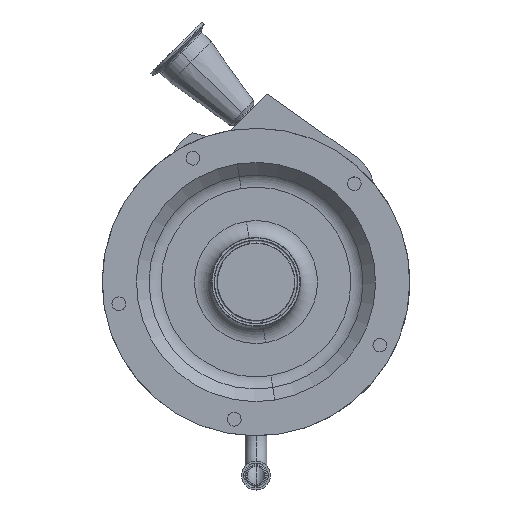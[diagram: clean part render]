
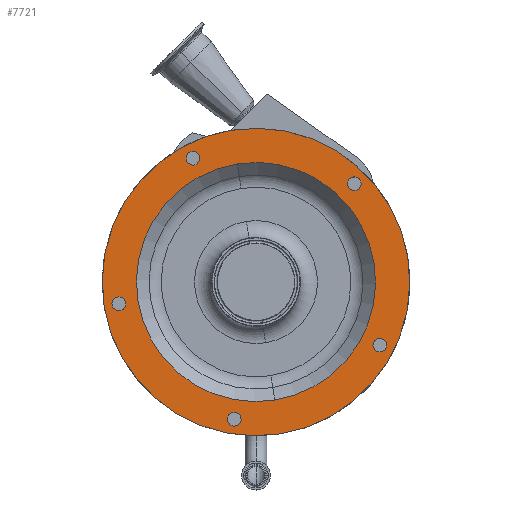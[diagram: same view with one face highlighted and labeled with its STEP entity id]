
A CAD part, top view. The second image highlights one B-rep face of the part: STEP entity #7721.
In plain terms, the highlighted planar face has unit normal (0, 0, 1).
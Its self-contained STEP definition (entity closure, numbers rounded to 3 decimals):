
#53 = VERTEX_POINT ( 'NONE', #4052 ) ;
#114 = VERTEX_POINT ( 'NONE', #812 ) ;
#340 = ORIENTED_EDGE ( 'NONE', *, *, #2171, .F. ) ;
#515 = AXIS2_PLACEMENT_3D ( 'NONE', #5878, #10833, #4663 ) ;
#812 = CARTESIAN_POINT ( 'NONE',  ( 111.427, -50.041, 197.5 ) ) ;
#898 = ORIENTED_EDGE ( 'NONE', *, *, #13376, .F. ) ;
#1097 = AXIS2_PLACEMENT_3D ( 'NONE', #6166, #15926, #5023 ) ;
#1168 = EDGE_CURVE ( 'NONE', #114, #14688, #9805, .T. ) ;
#1209 = ORIENTED_EDGE ( 'NONE', *, *, #5662, .F. ) ;
#1450 = ORIENTED_EDGE ( 'NONE', *, *, #2767, .F. ) ;
#1604 = EDGE_LOOP ( 'NONE', ( #14605, #7882 ) ) ;
#1654 = FACE_BOUND ( 'NONE', #2723, .T. ) ;
#1795 = CARTESIAN_POINT ( 'NONE',  ( -121.437, -13.159, 197.5 ) ) ;
#1802 = CIRCLE ( 'NONE', #2353, 6. ) ;
#1843 = DIRECTION ( 'NONE',  ( 0.707, -0.707, 0. ) ) ;
#1976 = DIRECTION ( 'NONE',  ( -0.156, 0.988, 0. ) ) ;
#2125 = AXIS2_PLACEMENT_3D ( 'NONE', #2179, #3055, #1843 ) ;
#2171 = EDGE_CURVE ( 'NONE', #53, #9700, #1802, .T. ) ;
#2179 = CARTESIAN_POINT ( 'NONE',  ( 86.267, 86.267, 197.5 ) ) ;
#2195 = CARTESIAN_POINT ( 'NONE',  ( -119.559, -25.011, 197.5 ) ) ;
#2283 = CIRCLE ( 'NONE', #11343, 135. ) ;
#2353 = AXIS2_PLACEMENT_3D ( 'NONE', #5012, #7138, #7227 ) ;
#2368 = DIRECTION ( 'NONE',  ( -0.156, 0.988, 0. ) ) ;
#2694 = CARTESIAN_POINT ( 'NONE',  ( -21.119, 133.338, 197.5 ) ) ;
#2723 = EDGE_LOOP ( 'NONE', ( #11044, #5422 ) ) ;
#2750 = DIRECTION ( 'NONE',  ( 0.707, -0.707, 0. ) ) ;
#2766 = EDGE_CURVE ( 'NONE', #8184, #12595, #10907, .T. ) ;
#2767 = EDGE_CURVE ( 'NONE', #9636, #7059, #9611, .T. ) ;
#2797 = CARTESIAN_POINT ( 'NONE',  ( 0., 0., 197.5 ) ) ;
#2924 = CIRCLE ( 'NONE', #15401, 6. ) ;
#2998 = DIRECTION ( 'NONE',  ( 0., 0., 1. ) ) ;
#3055 = DIRECTION ( 'NONE',  ( 0., 0., 1. ) ) ;
#3089 = AXIS2_PLACEMENT_3D ( 'NONE', #7850, #12810, #5174 ) ;
#3186 = CARTESIAN_POINT ( 'NONE',  ( 0., 0., 197.5 ) ) ;
#3437 = DIRECTION ( 'NONE',  ( 0., 0., 1. ) ) ;
#3492 = VERTEX_POINT ( 'NONE', #4443 ) ;
#3667 = AXIS2_PLACEMENT_3D ( 'NONE', #2797, #4013, #12486 ) ;
#3800 = CARTESIAN_POINT ( 'NONE',  ( 0., 0., 197.5 ) ) ;
#3896 = CARTESIAN_POINT ( 'NONE',  ( 21.119, -133.338, 197.5 ) ) ;
#4013 = DIRECTION ( 'NONE',  ( 0., 0., 1. ) ) ;
#4052 = CARTESIAN_POINT ( 'NONE',  ( -50.041, 111.427, 197.5 ) ) ;
#4157 = DIRECTION ( 'NONE',  ( 0., -1., 0. ) ) ;
#4259 = AXIS2_PLACEMENT_3D ( 'NONE', #10362, #12977, #14192 ) ;
#4443 = CARTESIAN_POINT ( 'NONE',  ( 82.024, 90.51, 197.5 ) ) ;
#4471 = EDGE_CURVE ( 'NONE', #11555, #3492, #2924, .T. ) ;
#4663 = DIRECTION ( 'NONE',  ( -0.156, 0.988, 0. ) ) ;
#4734 = CARTESIAN_POINT ( 'NONE',  ( 16.426, -103.707, 197.5 ) ) ;
#4894 = CARTESIAN_POINT ( 'NONE',  ( -60.733, 105.979, 197.5 ) ) ;
#5012 = CARTESIAN_POINT ( 'NONE',  ( -55.387, 108.703, 197.5 ) ) ;
#5023 = DIRECTION ( 'NONE',  ( -0.454, -0.891, 0. ) ) ;
#5174 = DIRECTION ( 'NONE',  ( 0.891, 0.454, 0. ) ) ;
#5216 = CARTESIAN_POINT ( 'NONE',  ( -120.498, -19.085, 197.5 ) ) ;
#5386 = AXIS2_PLACEMENT_3D ( 'NONE', #14140, #2998, #12929 ) ;
#5422 = ORIENTED_EDGE ( 'NONE', *, *, #1168, .F. ) ;
#5471 = DIRECTION ( 'NONE',  ( 0., 0., -1. ) ) ;
#5556 = AXIS2_PLACEMENT_3D ( 'NONE', #3186, #13100, #1976 ) ;
#5620 = PLANE ( 'NONE',  #11018 ) ;
#5662 = EDGE_CURVE ( 'NONE', #7059, #9636, #13250, .T. ) ;
#5826 = VERTEX_POINT ( 'NONE', #4734 ) ;
#5878 = CARTESIAN_POINT ( 'NONE',  ( -120.498, -19.085, 197.5 ) ) ;
#6166 = CARTESIAN_POINT ( 'NONE',  ( 108.703, -55.387, 197.5 ) ) ;
#6531 = ORIENTED_EDGE ( 'NONE', *, *, #8464, .F. ) ;
#6536 = EDGE_CURVE ( 'NONE', #5826, #7177, #10646, .T. ) ;
#6573 = EDGE_LOOP ( 'NONE', ( #1450, #1209 ) ) ;
#6600 = FACE_BOUND ( 'NONE', #8270, .T. ) ;
#7036 = CIRCLE ( 'NONE', #1097, 6. ) ;
#7059 = VERTEX_POINT ( 'NONE', #14968 ) ;
#7138 = DIRECTION ( 'NONE',  ( 0., 0., 1. ) ) ;
#7147 = ORIENTED_EDGE ( 'NONE', *, *, #15362, .F. ) ;
#7177 = VERTEX_POINT ( 'NONE', #7961 ) ;
#7227 = DIRECTION ( 'NONE',  ( 0.891, 0.454, 0. ) ) ;
#7307 = CIRCLE ( 'NONE', #2125, 6. ) ;
#7721 = ADVANCED_FACE ( 'NONE', ( #14010, #10337, #6600, #1654, #12789, #10574, #13027 ), #5620, .F. ) ;
#7782 = EDGE_CURVE ( 'NONE', #13476, #15299, #7885, .T. ) ;
#7807 = DIRECTION ( 'NONE',  ( 0., 0., 1. ) ) ;
#7850 = CARTESIAN_POINT ( 'NONE',  ( -55.387, 108.703, 197.5 ) ) ;
#7882 = ORIENTED_EDGE ( 'NONE', *, *, #7782, .T. ) ;
#7885 = CIRCLE ( 'NONE', #5556, 135. ) ;
#7961 = CARTESIAN_POINT ( 'NONE',  ( -16.426, 103.707, 197.5 ) ) ;
#8030 = CIRCLE ( 'NONE', #3089, 6. ) ;
#8184 = VERTEX_POINT ( 'NONE', #2195 ) ;
#8270 = EDGE_LOOP ( 'NONE', ( #12773, #12213 ) ) ;
#8407 = DIRECTION ( 'NONE',  ( -0.988, 0.156, 0. ) ) ;
#8464 = EDGE_CURVE ( 'NONE', #7177, #5826, #13630, .T. ) ;
#8537 = DIRECTION ( 'NONE',  ( 0., 0., 1. ) ) ;
#8864 = AXIS2_PLACEMENT_3D ( 'NONE', #9193, #13012, #10477 ) ;
#9193 = CARTESIAN_POINT ( 'NONE',  ( -19.085, -120.498, 197.5 ) ) ;
#9269 = EDGE_LOOP ( 'NONE', ( #7147, #10284 ) ) ;
#9373 = CARTESIAN_POINT ( 'NONE',  ( -38.52, -6.101, 197.5 ) ) ;
#9611 = CIRCLE ( 'NONE', #11667, 6. ) ;
#9636 = VERTEX_POINT ( 'NONE', #14661 ) ;
#9700 = VERTEX_POINT ( 'NONE', #4894 ) ;
#9805 = CIRCLE ( 'NONE', #5386, 6. ) ;
#10004 = DIRECTION ( 'NONE',  ( -0.156, 0.988, 0. ) ) ;
#10284 = ORIENTED_EDGE ( 'NONE', *, *, #2766, .F. ) ;
#10337 = FACE_BOUND ( 'NONE', #12351, .T. ) ;
#10362 = CARTESIAN_POINT ( 'NONE',  ( 0., 0., 197.5 ) ) ;
#10477 = DIRECTION ( 'NONE',  ( -0.988, 0.156, 0. ) ) ;
#10574 = FACE_BOUND ( 'NONE', #9269, .T. ) ;
#10646 = CIRCLE ( 'NONE', #3667, 105. ) ;
#10663 = CARTESIAN_POINT ( 'NONE',  ( 105.979, -60.733, 197.5 ) ) ;
#10833 = DIRECTION ( 'NONE',  ( 0., 0., 1. ) ) ;
#10907 = CIRCLE ( 'NONE', #515, 6. ) ;
#11018 = AXIS2_PLACEMENT_3D ( 'NONE', #9373, #5471, #4157 ) ;
#11044 = ORIENTED_EDGE ( 'NONE', *, *, #14127, .F. ) ;
#11206 = CARTESIAN_POINT ( 'NONE',  ( 86.267, 86.267, 197.5 ) ) ;
#11343 = AXIS2_PLACEMENT_3D ( 'NONE', #3800, #8537, #2368 ) ;
#11466 = AXIS2_PLACEMENT_3D ( 'NONE', #5216, #7807, #10004 ) ;
#11555 = VERTEX_POINT ( 'NONE', #15504 ) ;
#11667 = AXIS2_PLACEMENT_3D ( 'NONE', #14589, #3437, #8407 ) ;
#11698 = EDGE_LOOP ( 'NONE', ( #6531, #14892 ) ) ;
#12213 = ORIENTED_EDGE ( 'NONE', *, *, #14328, .F. ) ;
#12351 = EDGE_LOOP ( 'NONE', ( #340, #898 ) ) ;
#12486 = DIRECTION ( 'NONE',  ( -0.156, 0.988, 0. ) ) ;
#12595 = VERTEX_POINT ( 'NONE', #1795 ) ;
#12773 = ORIENTED_EDGE ( 'NONE', *, *, #4471, .F. ) ;
#12789 = FACE_BOUND ( 'NONE', #6573, .T. ) ;
#12810 = DIRECTION ( 'NONE',  ( 0., 0., 1. ) ) ;
#12929 = DIRECTION ( 'NONE',  ( -0.454, -0.891, 0. ) ) ;
#12977 = DIRECTION ( 'NONE',  ( 0., 0., 1. ) ) ;
#13012 = DIRECTION ( 'NONE',  ( 0., 0., 1. ) ) ;
#13027 = FACE_BOUND ( 'NONE', #11698, .T. ) ;
#13100 = DIRECTION ( 'NONE',  ( 0., 0., 1. ) ) ;
#13250 = CIRCLE ( 'NONE', #8864, 6. ) ;
#13376 = EDGE_CURVE ( 'NONE', #9700, #53, #8030, .T. ) ;
#13476 = VERTEX_POINT ( 'NONE', #3896 ) ;
#13630 = CIRCLE ( 'NONE', #4259, 105. ) ;
#13887 = DIRECTION ( 'NONE',  ( 0., 0., 1. ) ) ;
#14010 = FACE_OUTER_BOUND ( 'NONE', #1604, .T. ) ;
#14057 = EDGE_CURVE ( 'NONE', #15299, #13476, #2283, .T. ) ;
#14127 = EDGE_CURVE ( 'NONE', #14688, #114, #7036, .T. ) ;
#14140 = CARTESIAN_POINT ( 'NONE',  ( 108.703, -55.387, 197.5 ) ) ;
#14192 = DIRECTION ( 'NONE',  ( -0.156, 0.988, 0. ) ) ;
#14328 = EDGE_CURVE ( 'NONE', #3492, #11555, #7307, .T. ) ;
#14589 = CARTESIAN_POINT ( 'NONE',  ( -19.085, -120.498, 197.5 ) ) ;
#14605 = ORIENTED_EDGE ( 'NONE', *, *, #14057, .T. ) ;
#14661 = CARTESIAN_POINT ( 'NONE',  ( -25.011, -119.559, 197.5 ) ) ;
#14688 = VERTEX_POINT ( 'NONE', #10663 ) ;
#14892 = ORIENTED_EDGE ( 'NONE', *, *, #6536, .F. ) ;
#14968 = CARTESIAN_POINT ( 'NONE',  ( -13.159, -121.437, 197.5 ) ) ;
#15299 = VERTEX_POINT ( 'NONE', #2694 ) ;
#15362 = EDGE_CURVE ( 'NONE', #12595, #8184, #15383, .T. ) ;
#15383 = CIRCLE ( 'NONE', #11466, 6. ) ;
#15401 = AXIS2_PLACEMENT_3D ( 'NONE', #11206, #13887, #2750 ) ;
#15504 = CARTESIAN_POINT ( 'NONE',  ( 90.51, 82.024, 197.5 ) ) ;
#15926 = DIRECTION ( 'NONE',  ( 0., 0., 1. ) ) ;
